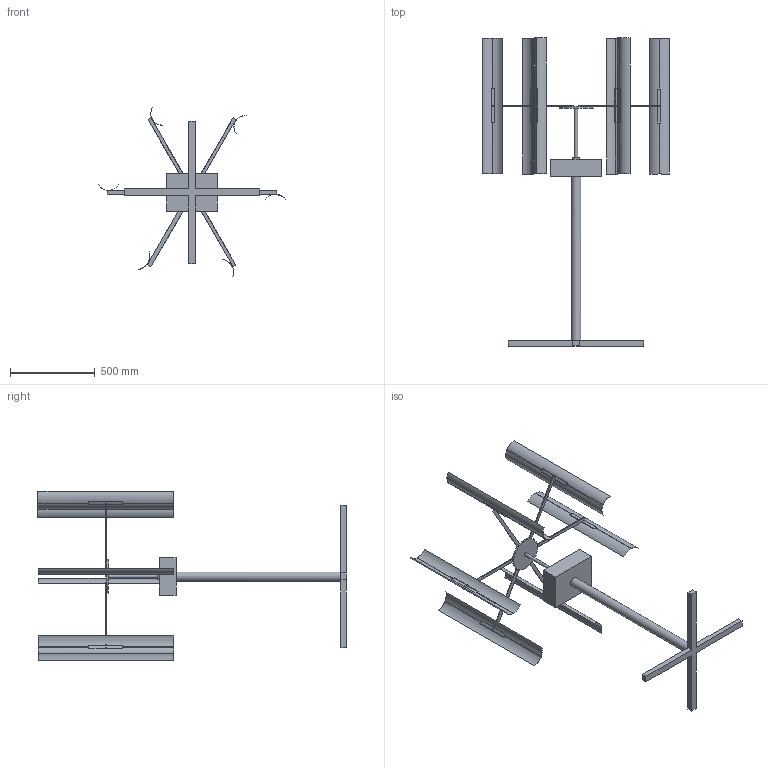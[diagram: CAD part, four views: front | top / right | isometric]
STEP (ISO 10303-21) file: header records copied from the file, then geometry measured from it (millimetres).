
FILE_DESCRIPTION(/* description */ ('','CAx-IF Rec.Pracs.---Representation and Presentation of Product Manufacturing Information (PMI)---4.0---2014-10-13'),/* implementation_level */ '2;1');
FILE_NAME(/* name */ 'Wind turbine design VAWT.step',/* time_stamp */ '2025-03-16T10:55:55+05:30',/* author */ (''),/* organization */ (''),/* preprocessor_version */ 'ST-DEVELOPER v20',/* originating_system */ 'Autodesk Translation Framework v13.20.0.188',/* authorisation */ '');
FILE_SCHEMA (('AP242_MANAGED_MODEL_BASED_3D_ENGINEERING_MIM_LF { 1 0 10303 442 1 1 4 }'));
Length unit declared in the file: metre
Products named in the file (1): final VAWT project
Bounding box: 1099.94 x 1813 x 997.17 mm (x, y, z)
Volume: 12236351.2 mm3; surface area: 2219942.1 mm2
Topology: 7 solids, 7 shells, 171 faces, 450 edges, 291 vertices
Faces by surface type: plane 149, cylinder 22
Full cylindrical faces by diameter (mm): 20 x1, 40 x1, 57 x1, 200 x1
Entity records: 5279 total; most frequent: CARTESIAN_POINT 913, ORIENTED_EDGE 900, DIRECTION 894, EDGE_CURVE 450, LINE 350, VECTOR 350, VERTEX_POINT 291, AXIS2_PLACEMENT_3D 272
